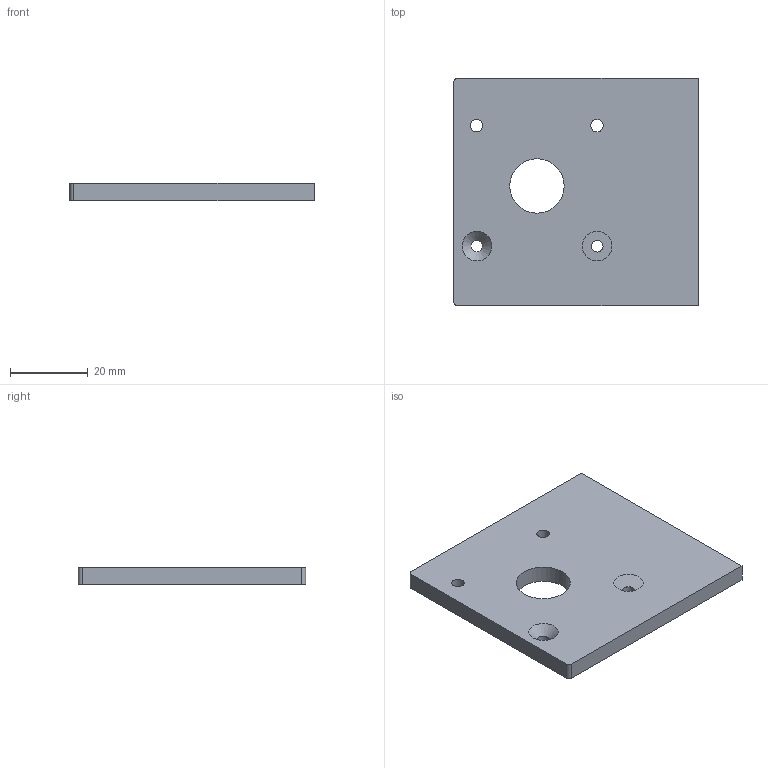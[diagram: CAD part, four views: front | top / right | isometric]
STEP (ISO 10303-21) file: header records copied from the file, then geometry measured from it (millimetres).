
FILE_DESCRIPTION(/* description */ (''),/* implementation_level */ '2;1');
FILE_NAME(/* name */ 'outer-body.step',/* time_stamp */ '2026-01-02T12:07:18-08:00',/* author */ (''),/* organization */ (''),/* preprocessor_version */ 'ST-DEVELOPER v20.1',/* originating_system */ 'Autodesk Translation Framework v14.21.0.0',/* authorisation */ '');
FILE_SCHEMA (('AUTOMOTIVE_DESIGN { 1 0 10303 214 3 1 1 }'));
Length unit declared in the file: millimetre
Products named in the file (1): outer-body
Bounding box: 62.9 x 58.5 x 4.45 mm (x, y, z)
Volume: 15467.3 mm3; surface area: 8423.2 mm2
Topology: 1 solids, 1 shells, 15 faces, 39 edges, 26 vertices
Faces by surface type: cylinder 7, plane 6, cone 2
Full cylindrical faces by diameter (mm): 3 x2, 3.2 x2, 14 x1
Entity records: 559 total; most frequent: CARTESIAN_POINT 118, DIRECTION 83, ORIENTED_EDGE 78, EDGE_CURVE 39, AXIS2_PLACEMENT_3D 31, VERTEX_POINT 26, EDGE_LOOP 25, LINE 21
